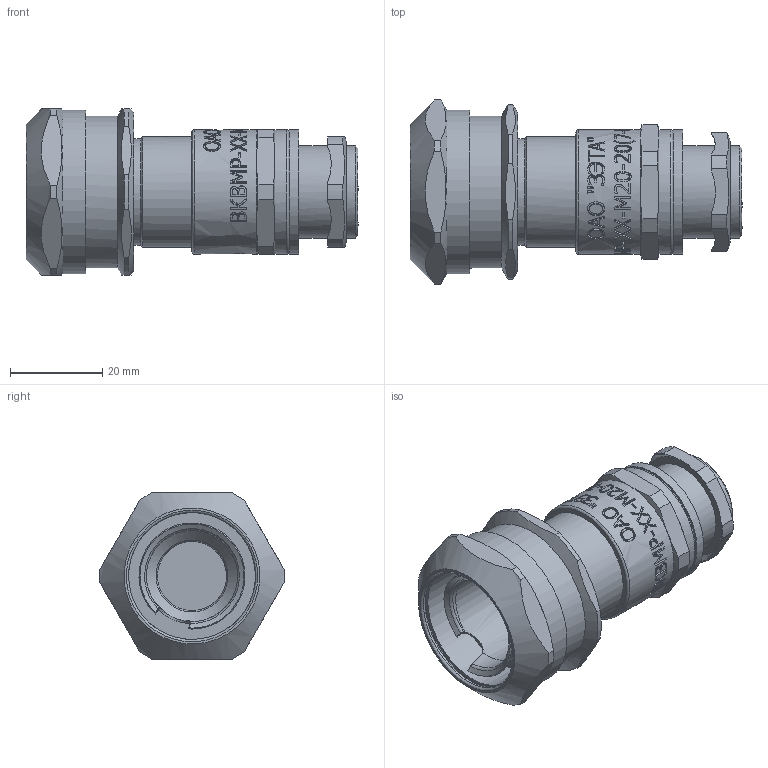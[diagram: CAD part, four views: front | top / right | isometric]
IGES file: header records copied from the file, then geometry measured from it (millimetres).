
Global section: file name: ВКВМР М20-20; native system: Autodesk Inventor 2015; preprocessor: unknown; author: Борисов Е.В.,,11,0,; ; date: 20160917.172712; units: centimetre
Bounding box: 71.98 x 39.89 x 36 mm (x, y, z)
Volume: 28150.4 mm3; surface area: 18611.9 mm2
Topology: 2 solids, 2 shells, 582 faces, 1578 edges, 1057 vertices
Faces by surface type: bspline 582
